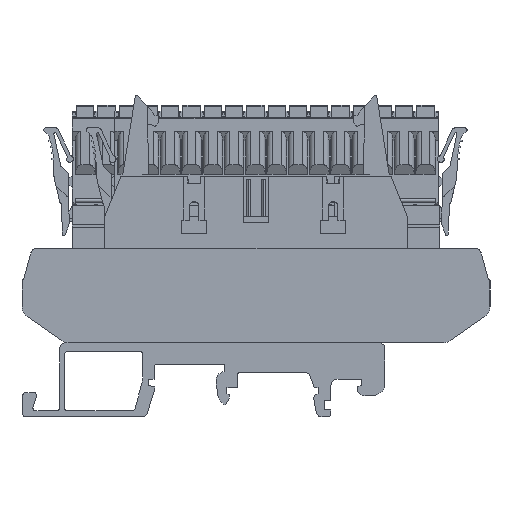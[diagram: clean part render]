
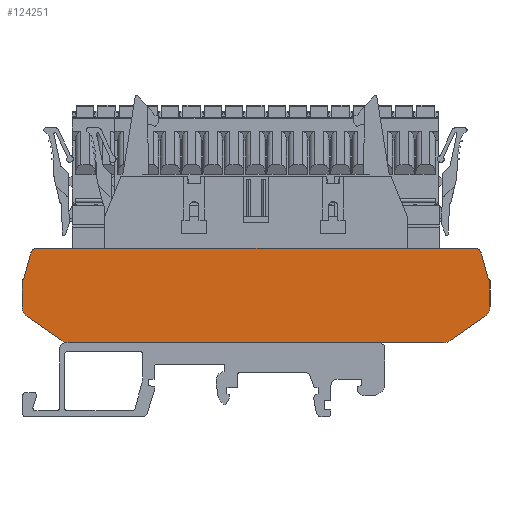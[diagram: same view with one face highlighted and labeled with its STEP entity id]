
A CAD part, left-side view. The second image highlights one B-rep face of the part: STEP entity #124251.
In plain terms, the highlighted planar face has unit normal (-1, 0, 0).
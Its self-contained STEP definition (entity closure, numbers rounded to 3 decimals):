
#96798=DIRECTION('',(0.,-1.,0.));
#96799=VECTOR('',#96798,72.186);
#96800=CARTESIAN_POINT('',(0.,74.593,27.7));
#96801=LINE('',#96800,#96799);
#96878=DIRECTION('',(0.,0.,1.));
#96879=VECTOR('',#96878,4.258);
#96880=CARTESIAN_POINT('',(0.,77.,18.143));
#96881=LINE('',#96880,#96879);
#96890=DIRECTION('',(0.,-0.259,-0.966));
#96891=VECTOR('',#96890,4.409);
#96892=CARTESIAN_POINT('',(0.,1.441,26.959));
#96893=LINE('',#96892,#96891);
#96894=CARTESIAN_POINT('',(0.,0.3,22.401));
#96895=DIRECTION('',(1.,0.,0.));
#96896=DIRECTION('',(0.,0.,1.));
#96897=AXIS2_PLACEMENT_3D('',#96894,#96895,#96896);
#96899=CARTESIAN_POINT('',(0.,2.,18.143));
#96900=DIRECTION('',(1.,0.,0.));
#96901=DIRECTION('',(0.,-1.,0.));
#96902=AXIS2_PLACEMENT_3D('',#96899,#96900,#96901);
#96904=DIRECTION('',(0.,0.819,-0.574));
#96905=VECTOR('',#96904,6.874);
#96906=CARTESIAN_POINT('',(0.,0.853,16.504));
#96907=LINE('',#96906,#96905);
#96908=CARTESIAN_POINT('',(0.,7.631,14.2));
#96909=DIRECTION('',(1.,0.,0.));
#96910=DIRECTION('',(0.,-0.574,-0.819));
#96911=AXIS2_PLACEMENT_3D('',#96908,#96909,#96910);
#96913=CARTESIAN_POINT('',(0.,69.369,14.2));
#96914=DIRECTION('',(1.,0.,0.));
#96915=DIRECTION('',(0.,0.,-1.));
#96916=AXIS2_PLACEMENT_3D('',#96913,#96914,#96915);
#96918=DIRECTION('',(0.,0.819,0.574));
#96919=VECTOR('',#96918,6.874);
#96920=CARTESIAN_POINT('',(0.,70.517,12.562));
#96921=LINE('',#96920,#96919);
#96922=CARTESIAN_POINT('',(0.,75.,18.143));
#96923=DIRECTION('',(1.,0.,0.));
#96924=DIRECTION('',(0.,0.574,-0.819));
#96925=AXIS2_PLACEMENT_3D('',#96922,#96923,#96924);
#96927=CARTESIAN_POINT('',(0.,76.7,22.401));
#96928=DIRECTION('',(1.,0.,0.));
#96929=DIRECTION('',(0.,1.,0.));
#96930=AXIS2_PLACEMENT_3D('',#96927,#96928,#96929);
#96932=DIRECTION('',(0.,-0.259,0.966));
#96933=VECTOR('',#96932,4.409);
#96934=CARTESIAN_POINT('',(0.,76.7,22.701));
#96935=LINE('',#96934,#96933);
#96936=CARTESIAN_POINT('',(0.,74.593,26.701));
#96937=DIRECTION('',(1.,0.,0.));
#96938=DIRECTION('',(0.,0.966,0.259));
#96939=AXIS2_PLACEMENT_3D('',#96936,#96937,#96938);
#96941=CARTESIAN_POINT('',(0.,2.407,26.701));
#96942=DIRECTION('',(1.,0.,0.));
#96943=DIRECTION('',(0.,0.,1.));
#96944=AXIS2_PLACEMENT_3D('',#96941,#96942,#96943);
#96966=DIRECTION('',(0.,0.,-1.));
#96967=VECTOR('',#96966,4.258);
#96968=CARTESIAN_POINT('',(0.,0.,22.401));
#96969=LINE('',#96968,#96967);
#96994=DIRECTION('',(0.,1.,0.));
#96995=VECTOR('',#96994,61.739);
#96996=CARTESIAN_POINT('',(0.,7.631,12.2));
#96997=LINE('',#96996,#96995);
#120523=CARTESIAN_POINT('',(0.,1.441,26.959));
#120524=CARTESIAN_POINT('',(0.,0.3,22.701));
#120525=VERTEX_POINT('',#120523);
#120526=VERTEX_POINT('',#120524);
#120527=CARTESIAN_POINT('',(0.,2.407,27.701));
#120528=VERTEX_POINT('',#120527);
#120529=CARTESIAN_POINT('',(0.,74.593,27.7));
#120530=VERTEX_POINT('',#120529);
#120531=CARTESIAN_POINT('',(0.,75.559,26.959));
#120532=VERTEX_POINT('',#120531);
#120533=CARTESIAN_POINT('',(0.,76.7,22.701));
#120534=VERTEX_POINT('',#120533);
#120535=CARTESIAN_POINT('',(0.,77.,22.401));
#120536=VERTEX_POINT('',#120535);
#120537=CARTESIAN_POINT('',(0.,77.,18.143));
#120538=VERTEX_POINT('',#120537);
#120539=CARTESIAN_POINT('',(0.,76.147,16.504));
#120540=VERTEX_POINT('',#120539);
#120541=CARTESIAN_POINT('',(0.,70.517,12.562));
#120542=VERTEX_POINT('',#120541);
#120543=CARTESIAN_POINT('',(0.,69.369,12.2));
#120544=VERTEX_POINT('',#120543);
#120545=CARTESIAN_POINT('',(0.,7.631,12.2));
#120546=VERTEX_POINT('',#120545);
#120547=CARTESIAN_POINT('',(0.,6.483,12.562));
#120548=VERTEX_POINT('',#120547);
#120549=CARTESIAN_POINT('',(0.,0.853,16.504));
#120550=VERTEX_POINT('',#120549);
#120551=CARTESIAN_POINT('',(0.,0.,18.143));
#120552=VERTEX_POINT('',#120551);
#120553=CARTESIAN_POINT('',(0.,0.,22.401));
#120554=VERTEX_POINT('',#120553);
#124215=CARTESIAN_POINT('',(0.,38.5,19.95));
#124216=DIRECTION('',(-1.,0.,0.));
#124217=DIRECTION('',(0.,1.,0.));
#124218=AXIS2_PLACEMENT_3D('',#124215,#124216,#124217);
#124219=PLANE('',#124218);
#124221=ORIENTED_EDGE('',*,*,#124220,.T.);
#124223=ORIENTED_EDGE('',*,*,#124222,.T.);
#124225=ORIENTED_EDGE('',*,*,#124224,.T.);
#124227=ORIENTED_EDGE('',*,*,#124226,.T.);
#124229=ORIENTED_EDGE('',*,*,#124228,.T.);
#124231=ORIENTED_EDGE('',*,*,#124230,.T.);
#124233=ORIENTED_EDGE('',*,*,#124232,.T.);
#124235=ORIENTED_EDGE('',*,*,#124234,.T.);
#124237=ORIENTED_EDGE('',*,*,#124236,.T.);
#124238=ORIENTED_EDGE('',*,*,#124208,.T.);
#124239=ORIENTED_EDGE('',*,*,#124196,.T.);
#124241=ORIENTED_EDGE('',*,*,#124240,.T.);
#124243=ORIENTED_EDGE('',*,*,#124242,.T.);
#124245=ORIENTED_EDGE('',*,*,#124244,.T.);
#124246=ORIENTED_EDGE('',*,*,#124118,.T.);
#124248=ORIENTED_EDGE('',*,*,#124247,.T.);
#124249=EDGE_LOOP('',(#124221,#124223,#124225,#124227,#124229,#124231,#124233,
#124235,#124237,#124238,#124239,#124241,#124243,#124245,#124246,#124248));
#124250=FACE_OUTER_BOUND('',#124249,.F.);
#124251=ADVANCED_FACE('',(#124250),#124219,.T.);
#96898=CIRCLE('',#96897,0.3);
#96903=CIRCLE('',#96902,2.);
#96912=CIRCLE('',#96911,2.);
#96917=CIRCLE('',#96916,2.);
#96926=CIRCLE('',#96925,2.);
#96931=CIRCLE('',#96930,0.3);
#96940=CIRCLE('',#96939,1.);
#96945=CIRCLE('',#96944,1.);
#124118=EDGE_CURVE('',#120530,#120528,#96801,.T.);
#124196=EDGE_CURVE('',#120538,#120536,#96881,.T.);
#124208=EDGE_CURVE('',#120540,#120538,#96926,.T.);
#124220=EDGE_CURVE('',#120525,#120526,#96893,.T.);
#124222=EDGE_CURVE('',#120526,#120554,#96898,.T.);
#124224=EDGE_CURVE('',#120554,#120552,#96969,.T.);
#124226=EDGE_CURVE('',#120552,#120550,#96903,.T.);
#124228=EDGE_CURVE('',#120550,#120548,#96907,.T.);
#124230=EDGE_CURVE('',#120548,#120546,#96912,.T.);
#124232=EDGE_CURVE('',#120546,#120544,#96997,.T.);
#124234=EDGE_CURVE('',#120544,#120542,#96917,.T.);
#124236=EDGE_CURVE('',#120542,#120540,#96921,.T.);
#124240=EDGE_CURVE('',#120536,#120534,#96931,.T.);
#124242=EDGE_CURVE('',#120534,#120532,#96935,.T.);
#124244=EDGE_CURVE('',#120532,#120530,#96940,.T.);
#124247=EDGE_CURVE('',#120528,#120525,#96945,.T.);
